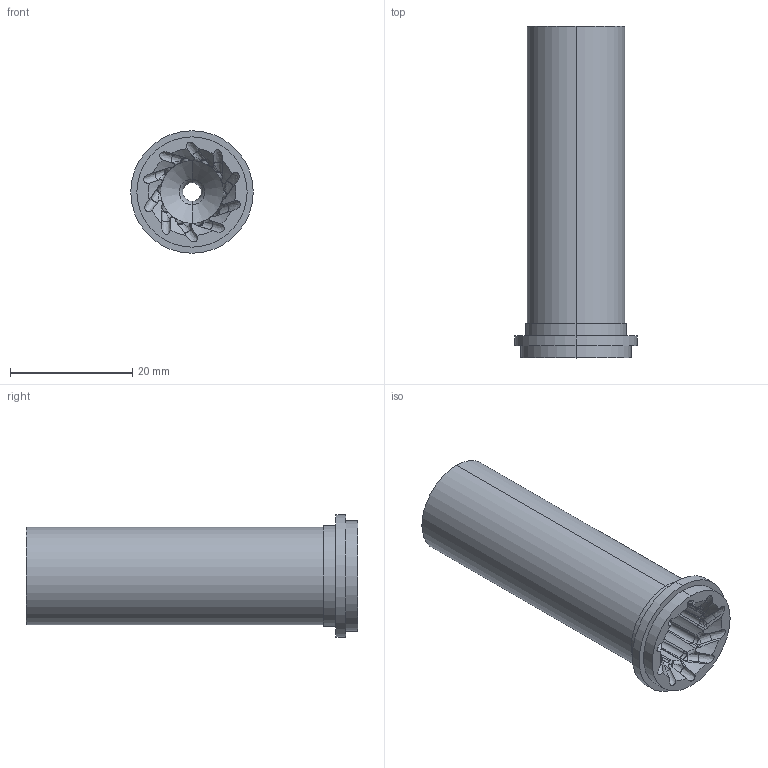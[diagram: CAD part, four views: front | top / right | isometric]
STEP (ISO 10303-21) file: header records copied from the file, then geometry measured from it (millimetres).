
FILE_DESCRIPTION (( 'STEP AP214' ), '1' );
FILE_NAME ('MMPE10045 - AB - Module fourreau-filièreCM.STEP', '2024-07-30T14:44:24', ( '' ), ( '' ), 'SwSTEP 2.0', 'SolidWorks 2019', '' );
FILE_SCHEMA (( 'AUTOMOTIVE_DESIGN' ));
Length unit declared in the file: millimetre
Products named in the file (1): MMPE10045 - AB - Module fourreau-filièreCM
Bounding box: 20 x 54.2 x 20 mm (x, y, z)
Volume: 7152.6 mm3; surface area: 4954.4 mm2
Topology: 1 solids, 1 shells, 191 faces, 526 edges, 332 vertices
Faces by surface type: bspline 90, cylinder 59, plane 17, cone 13, torus 12
Entity records: 11251 total; most frequent: CARTESIAN_POINT 7388, ORIENTED_EDGE 1032, EDGE_CURVE 516, DIRECTION 474, VERTEX_POINT 332, B_SPLINE_CURVE_WITH_KNOTS 287, EDGE_LOOP 198, AXIS2_PLACEMENT_3D 196
